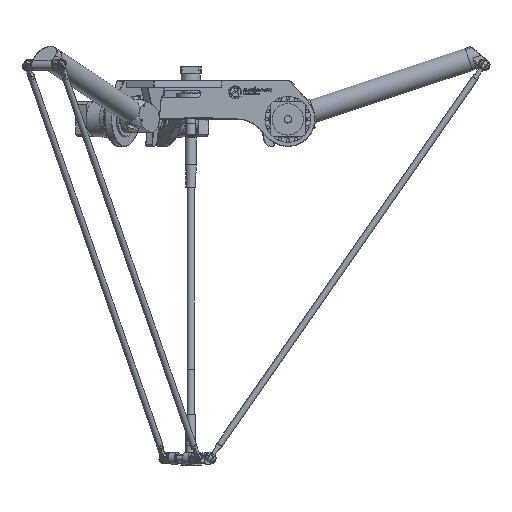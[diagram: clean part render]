
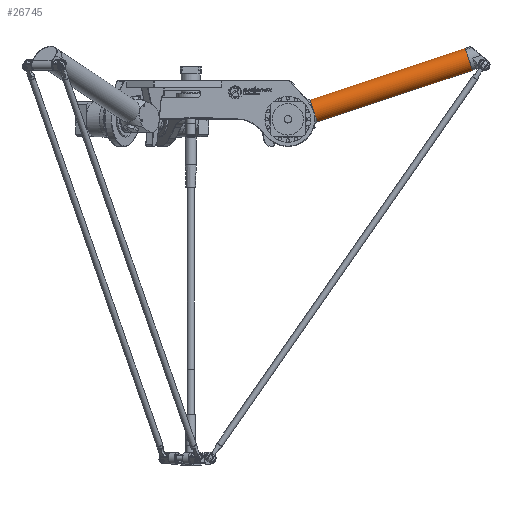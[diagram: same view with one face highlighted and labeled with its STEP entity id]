
A CAD part, front view. The second image highlights one B-rep face of the part: STEP entity #26745.
In plain terms, the highlighted cylindrical face has radius 30.05 mm (diameter 60.1 mm), a full revolution.
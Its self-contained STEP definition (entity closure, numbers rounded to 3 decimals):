
#1452=CYLINDRICAL_SURFACE('',#29563,30.05);
#1851=FACE_BOUND('',#6509,.T.);
#2902=CIRCLE('',#29556,30.05);
#2903=CIRCLE('',#29558,30.05);
#2904=CIRCLE('',#29560,30.05);
#2905=CIRCLE('',#29562,30.05);
#2906=CIRCLE('',#29564,30.05);
#2907=CIRCLE('',#29565,30.05);
#2908=CIRCLE('',#29566,30.05);
#2909=CIRCLE('',#29567,30.05);
#4573=FACE_OUTER_BOUND('',#6508,.T.);
#6508=EDGE_LOOP('',(#23931,#23932,#23933,#23934));
#6509=EDGE_LOOP('',(#23935,#23936,#23937,#23938));
#13523=VERTEX_POINT('',#52195);
#13524=VERTEX_POINT('',#52199);
#13526=VERTEX_POINT('',#52204);
#13527=VERTEX_POINT('',#52210);
#13529=VERTEX_POINT('',#52215);
#13530=VERTEX_POINT('',#52221);
#13531=VERTEX_POINT('',#52222);
#13532=VERTEX_POINT('',#52226);
#17027=EDGE_CURVE('',#13524,#13526,#2902,.T.);
#17030=EDGE_CURVE('',#13527,#13529,#2903,.T.);
#17033=EDGE_CURVE('',#13531,#13530,#2904,.T.);
#17035=EDGE_CURVE('',#13532,#13523,#2905,.T.);
#17036=EDGE_CURVE('',#13526,#13527,#2906,.T.);
#17037=EDGE_CURVE('',#13529,#13524,#2907,.T.);
#17038=EDGE_CURVE('',#13531,#13523,#2908,.T.);
#17039=EDGE_CURVE('',#13532,#13530,#2909,.T.);
#23931=ORIENTED_EDGE('',*,*,#17030,.F.);
#23932=ORIENTED_EDGE('',*,*,#17036,.F.);
#23933=ORIENTED_EDGE('',*,*,#17027,.F.);
#23934=ORIENTED_EDGE('',*,*,#17037,.F.);
#23935=ORIENTED_EDGE('',*,*,#17035,.T.);
#23936=ORIENTED_EDGE('',*,*,#17038,.F.);
#23937=ORIENTED_EDGE('',*,*,#17033,.T.);
#23938=ORIENTED_EDGE('',*,*,#17039,.F.);
#26745=ADVANCED_FACE('',(#4573,#1851),#1452,.T.);
#29556=AXIS2_PLACEMENT_3D('',#52205,#36876,#36877);
#29558=AXIS2_PLACEMENT_3D('',#52216,#36880,#36881);
#29560=AXIS2_PLACEMENT_3D('',#52224,#36885,#36886);
#29562=AXIS2_PLACEMENT_3D('',#52228,#36890,#36891);
#29563=AXIS2_PLACEMENT_3D('',#52229,#36892,#36893);
#29564=AXIS2_PLACEMENT_3D('',#52230,#36894,#36895);
#29565=AXIS2_PLACEMENT_3D('',#52231,#36896,#36897);
#29566=AXIS2_PLACEMENT_3D('',#52232,#36898,#36899);
#29567=AXIS2_PLACEMENT_3D('',#52233,#36900,#36901);
#36876=DIRECTION('center_axis',(0.,0.,-1.));
#36877=DIRECTION('ref_axis',(1.,0.,0.));
#36880=DIRECTION('center_axis',(0.,0.,-1.));
#36881=DIRECTION('ref_axis',(1.,0.,0.));
#36885=DIRECTION('center_axis',(0.,0.,
-1.));
#36886=DIRECTION('ref_axis',(-1.,0.,0.));
#36890=DIRECTION('center_axis',(0.,0.,
-1.));
#36891=DIRECTION('ref_axis',(-1.,0.,0.));
#36892=DIRECTION('center_axis',(0.,0.,1.));
#36893=DIRECTION('ref_axis',(-1.,0.,0.));
#36894=DIRECTION('center_axis',(0.,0.,-1.));
#36895=DIRECTION('ref_axis',(1.,0.,0.));
#36896=DIRECTION('center_axis',(0.,0.,-1.));
#36897=DIRECTION('ref_axis',(1.,0.,0.));
#36898=DIRECTION('center_axis',(0.,0.,
1.));
#36899=DIRECTION('ref_axis',(-1.,0.,0.));
#36900=DIRECTION('center_axis',(0.,0.,
1.));
#36901=DIRECTION('ref_axis',(-1.,0.,0.));
#52195=CARTESIAN_POINT('',(12.589,-27.286,263.856));
#52199=CARTESIAN_POINT('',(30.,1.733,-157.587));
#52204=CARTESIAN_POINT('',(30.,-1.733,-157.587));
#52205=CARTESIAN_POINT('Origin',(0.,0.,-157.587));
#52210=CARTESIAN_POINT('',(-30.,-1.733,-157.587));
#52215=CARTESIAN_POINT('',(-30.,1.733,-157.587));
#52216=CARTESIAN_POINT('Origin',(0.,0.,-157.587));
#52221=CARTESIAN_POINT('',(-1.733,-30.,263.856));
#52222=CARTESIAN_POINT('',(1.733,-30.,263.856));
#52224=CARTESIAN_POINT('Origin',(0.,0.,263.856));
#52226=CARTESIAN_POINT('',(-12.589,-27.286,263.856));
#52228=CARTESIAN_POINT('Origin',(0.,0.,263.856));
#52229=CARTESIAN_POINT('Origin',(0.,0.,0.));
#52230=CARTESIAN_POINT('Origin',(0.,0.,-157.587));
#52231=CARTESIAN_POINT('Origin',(0.,0.,-157.587));
#52232=CARTESIAN_POINT('Origin',(0.,0.,263.856));
#52233=CARTESIAN_POINT('Origin',(0.,0.,263.856));
